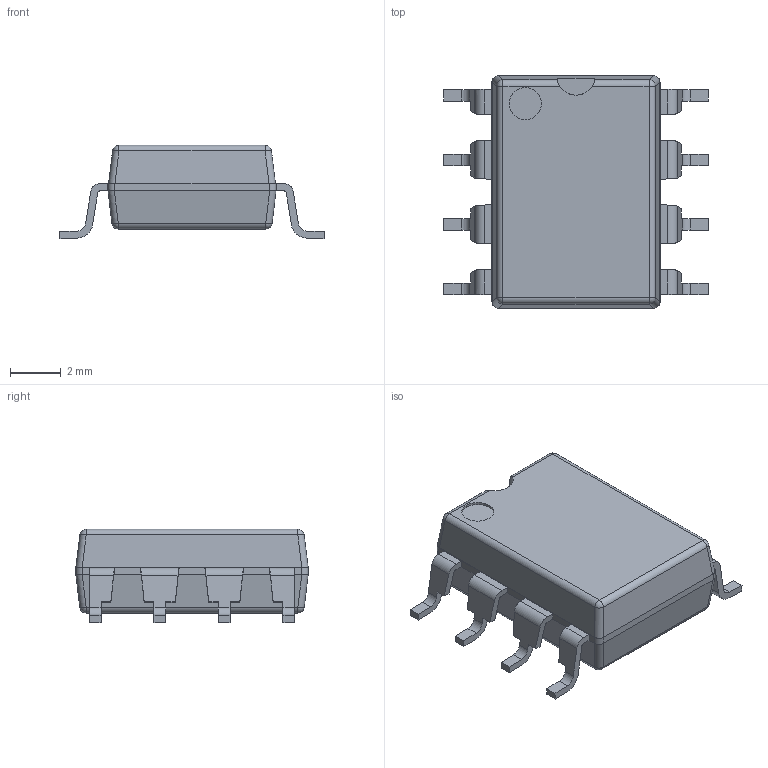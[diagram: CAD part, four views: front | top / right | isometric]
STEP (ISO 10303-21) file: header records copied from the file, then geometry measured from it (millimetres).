
FILE_DESCRIPTION((''),'2;1');
FILE_NAME('DUB0008A_ASM','2018-11-13T14:34:27',('a0412086'),(''),'CREO PARAMETRIC BY PTC INC, 2018020','CREO PARAMETRIC BY PTC INC, 2018020','');
FILE_SCHEMA(('AUTOMOTIVE_DESIGN { 1 0 10303 214 1 1 1 1 }'));
Length unit declared in the file: millimetre
Products named in the file (7): BODY-SO_AF0; LEAD-SO_AF1; LEAD-SO; LEAD-SO_AF0; LEAD-SO_AF3; LEAD-SO_AF2; DUB0008A_ASM
Assembly tree (9 placements, depth 2):
  DUB0008A_ASM
    BODY-SO_AF0
    LEAD-SO_AF1
    LEAD-SO  x4
    LEAD-SO_AF0
    LEAD-SO_AF3
    LEAD-SO_AF2
Bounding box: 10.42 x 9.15 x 3.68 mm (x, y, z)
Volume: 195.1 mm3; surface area: 269.3 mm2
Topology: 9 solids, 9 shells, 190 faces, 477 edges, 306 vertices
Faces by surface type: plane 126, cylinder 56, sphere 8
Entity records: 6055 total; most frequent: CARTESIAN_POINT 1148, DIRECTION 754, ORIENTED_EDGE 666, PRESENTATION_STYLE_ASSIGNMENT 339, STYLED_ITEM 339, CURVE_STYLE 333, EDGE_CURVE 333, AXIS2_PLACEMENT_3D 249
